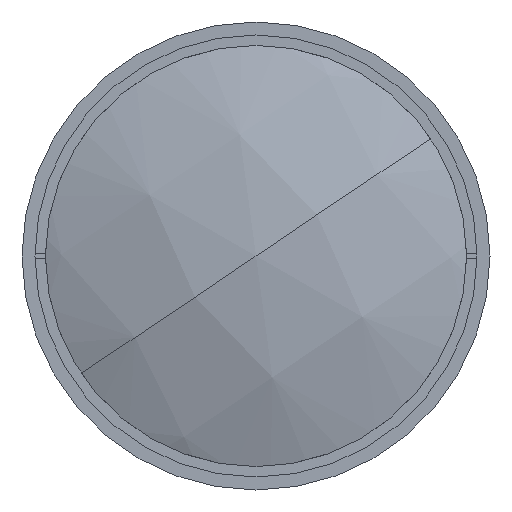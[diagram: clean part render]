
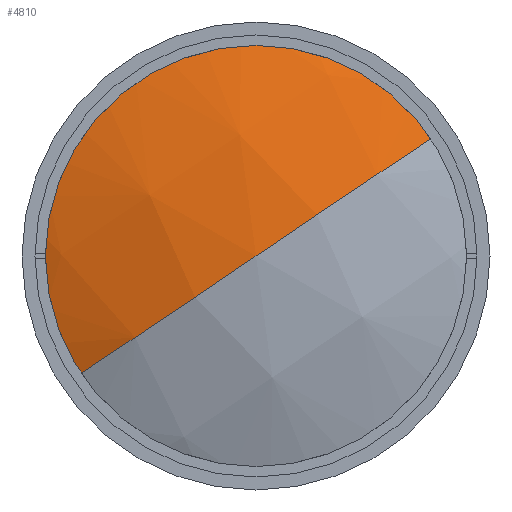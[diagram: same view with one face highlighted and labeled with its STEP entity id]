
A CAD part, left-side view. The second image highlights one B-rep face of the part: STEP entity #4810.
In plain terms, the highlighted spherical face has radius 111.8 mm.
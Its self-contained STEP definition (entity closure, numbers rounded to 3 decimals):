
#236 = DIRECTION ( 'NONE',  ( 0., 0.558, 0.83 ) ) ;
#441 = EDGE_LOOP ( 'NONE', ( #8566, #13142, #9428 ) ) ;
#528 = AXIS2_PLACEMENT_3D ( 'NONE', #12683, #9409, #11690 ) ;
#742 = EDGE_CURVE ( 'NONE', #1963, #10790, #10177, .T. ) ;
#840 = EDGE_CURVE ( 'NONE', #7748, #10790, #3701, .T. ) ;
#1963 = VERTEX_POINT ( 'NONE', #12144 ) ;
#3701 = CIRCLE ( 'NONE', #9567, 111.8 ) ;
#4810 = ADVANCED_FACE ( 'NONE', ( #8587 ), #11260, .T. ) ;
#5238 = EDGE_CURVE ( 'NONE', #7748, #1963, #9502, .T. ) ;
#5559 = DIRECTION ( 'NONE',  ( 0., -0.558, -0.83 ) ) ;
#5604 = DIRECTION ( 'NONE',  ( 0., 0.83, -0.558 ) ) ;
#5889 = AXIS2_PLACEMENT_3D ( 'NONE', #12617, #7001, #9204 ) ;
#7001 = DIRECTION ( 'NONE',  ( 0., 0.558, 0.83 ) ) ;
#7068 = DIRECTION ( 'NONE',  ( -1., 0., 0. ) ) ;
#7748 = VERTEX_POINT ( 'NONE', #14792 ) ;
#8566 = ORIENTED_EDGE ( 'NONE', *, *, #5238, .T. ) ;
#8587 = FACE_OUTER_BOUND ( 'NONE', #441, .T. ) ;
#9204 = DIRECTION ( 'NONE',  ( 0., -0.83, 0.558 ) ) ;
#9409 = DIRECTION ( 'NONE',  ( 0., 0.558, 0.83 ) ) ;
#9428 = ORIENTED_EDGE ( 'NONE', *, *, #840, .F. ) ;
#9502 = CIRCLE ( 'NONE', #10613, 41.5 ) ;
#9567 = AXIS2_PLACEMENT_3D ( 'NONE', #13633, #5559, #5604 ) ;
#10177 = CIRCLE ( 'NONE', #5889, 111.8 ) ;
#10613 = AXIS2_PLACEMENT_3D ( 'NONE', #13897, #7068, #236 ) ;
#10790 = VERTEX_POINT ( 'NONE', #12043 ) ;
#11260 = SPHERICAL_SURFACE ( 'NONE', #528, 111.8 ) ;
#11690 = DIRECTION ( 'NONE',  ( 0., -0.83, 0.558 ) ) ;
#12043 = CARTESIAN_POINT ( 'NONE',  ( 1.5, 0., 0. ) ) ;
#12144 = CARTESIAN_POINT ( 'NONE',  ( 9.488, 34.435, -23.162 ) ) ;
#12617 = CARTESIAN_POINT ( 'NONE',  ( 113.3, 0., 0. ) ) ;
#12683 = CARTESIAN_POINT ( 'NONE',  ( 113.3, 0., 0. ) ) ;
#13142 = ORIENTED_EDGE ( 'NONE', *, *, #742, .T. ) ;
#13633 = CARTESIAN_POINT ( 'NONE',  ( 113.3, 0., 0. ) ) ;
#13897 = CARTESIAN_POINT ( 'NONE',  ( 9.488, 0., 0. ) ) ;
#14792 = CARTESIAN_POINT ( 'NONE',  ( 9.488, -34.435, 23.162 ) ) ;
